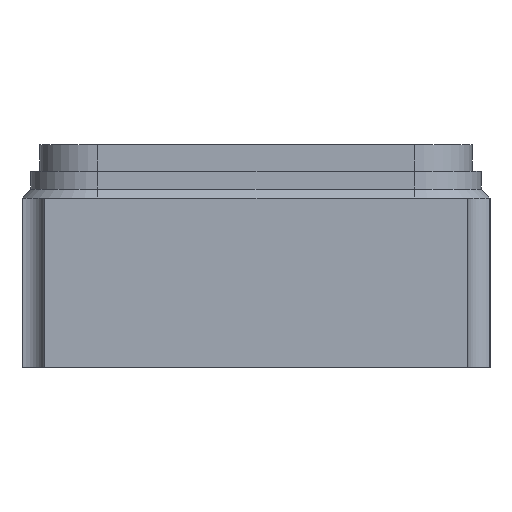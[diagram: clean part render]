
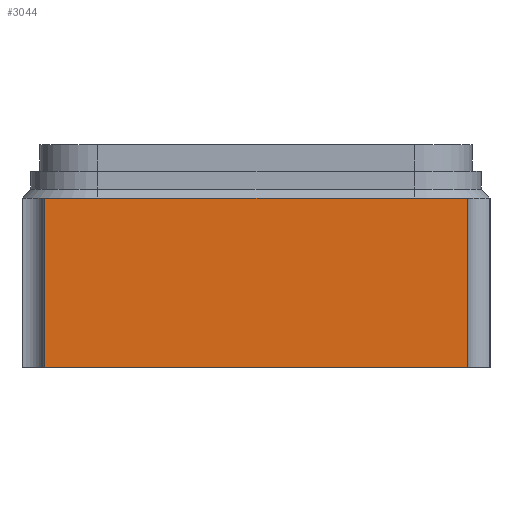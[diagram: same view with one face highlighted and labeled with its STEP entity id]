
A CAD part, left-side view. The second image highlights one B-rep face of the part: STEP entity #3044.
In plain terms, the highlighted planar face has unit normal (-1, 0, 0).
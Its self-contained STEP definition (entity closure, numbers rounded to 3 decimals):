
#131=LINE('',#4105,#455);
#134=LINE('',#4118,#458);
#138=LINE('',#4133,#462);
#150=LINE('',#4160,#474);
#151=LINE('',#4162,#475);
#152=LINE('',#4163,#476);
#455=VECTOR('',#3415,1000.);
#458=VECTOR('',#3426,1000.);
#462=VECTOR('',#3440,1000.);
#474=VECTOR('',#3470,1000.);
#475=VECTOR('',#3473,1000.);
#476=VECTOR('',#3474,1000.);
#827=ORIENTED_EDGE('',*,*,#1631,.T.);
#828=ORIENTED_EDGE('',*,*,#1615,.F.);
#829=ORIENTED_EDGE('',*,*,#1602,.F.);
#830=ORIENTED_EDGE('',*,*,#1632,.F.);
#831=ORIENTED_EDGE('',*,*,#1608,.F.);
#832=ORIENTED_EDGE('',*,*,#1630,.T.);
#1602=EDGE_CURVE('',#2011,#2013,#131,.T.);
#1608=EDGE_CURVE('',#2018,#2016,#134,.T.);
#1615=EDGE_CURVE('',#2013,#2023,#138,.T.);
#1630=EDGE_CURVE('',#2018,#2030,#150,.T.);
#1631=EDGE_CURVE('',#2030,#2023,#151,.T.);
#1632=EDGE_CURVE('',#2016,#2011,#152,.T.);
#2011=VERTEX_POINT('',#4103);
#2013=VERTEX_POINT('',#4106);
#2016=VERTEX_POINT('',#4113);
#2018=VERTEX_POINT('',#4117);
#2023=VERTEX_POINT('',#4130);
#2030=VERTEX_POINT('',#4159);
#2324=EDGE_LOOP('',(#827,#828,#829,#830,#831,#832));
#2500=FACE_BOUND('',#2324,.T.);
#2672=PLANE('',#3242);
#3044=ADVANCED_FACE('',(#2500),#2672,.F.);
#3242=AXIS2_PLACEMENT_3D('',#4161,#3471,#3472);
#3415=DIRECTION('',(0.,-1.,0.));
#3426=DIRECTION('',(0.,-1.,0.));
#3440=DIRECTION('',(0.,0.,-1.));
#3470=DIRECTION('',(0.,0.,-1.));
#3471=DIRECTION('',(1.,0.,0.));
#3472=DIRECTION('',(0.,0.,-1.));
#3473=DIRECTION('',(0.,-1.,0.));
#3474=DIRECTION('',(0.,-1.,0.));
#4103=CARTESIAN_POINT('',(-0.635,-0.355,0.38));
#4105=CARTESIAN_POINT('',(-0.635,0.475,0.38));
#4106=CARTESIAN_POINT('',(-0.635,-0.475,0.38));
#4113=CARTESIAN_POINT('',(-0.635,0.355,0.38));
#4117=CARTESIAN_POINT('',(-0.635,0.475,0.38));
#4118=CARTESIAN_POINT('',(-0.635,0.475,0.38));
#4130=CARTESIAN_POINT('',(-0.635,-0.475,0.));
#4133=CARTESIAN_POINT('',(-0.635,-0.475,0.38));
#4159=CARTESIAN_POINT('',(-0.635,0.475,0.));
#4160=CARTESIAN_POINT('',(-0.635,0.475,0.38));
#4161=CARTESIAN_POINT('',(-0.635,0.475,0.38));
#4162=CARTESIAN_POINT('',(-0.635,0.475,0.));
#4163=CARTESIAN_POINT('',(-0.635,0.475,0.38));
